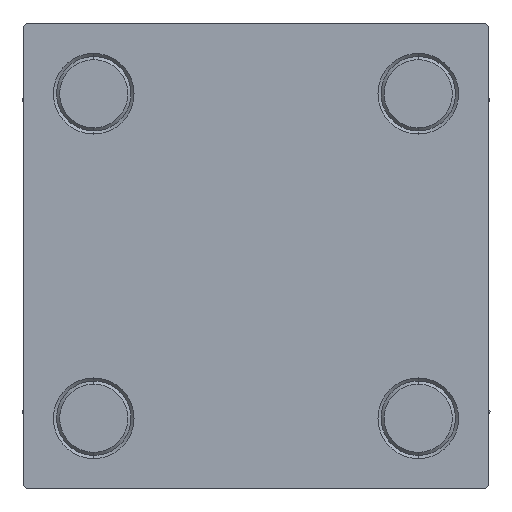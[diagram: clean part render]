
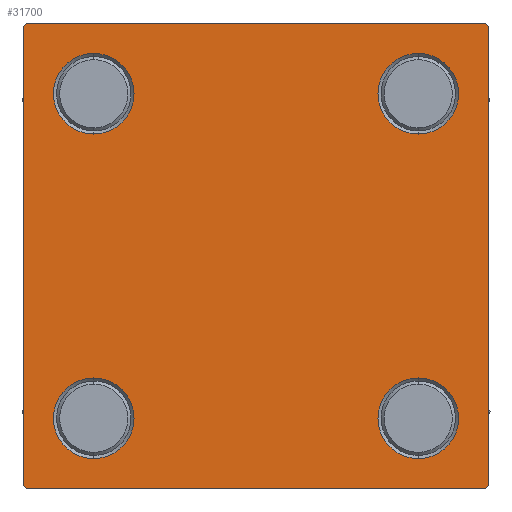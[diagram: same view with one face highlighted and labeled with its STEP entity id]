
A CAD part, left-side view. The second image highlights one B-rep face of the part: STEP entity #31700.
In plain terms, the highlighted planar face has unit normal (-1, 0, 0).
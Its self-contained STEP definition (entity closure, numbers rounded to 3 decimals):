
#141 = VERTEX_POINT ( 'NONE', #25792 ) ;
#951 = ORIENTED_EDGE ( 'NONE', *, *, #40711, .T. ) ;
#1068 = EDGE_CURVE ( 'NONE', #3661, #39899, #13571, .T. ) ;
#1142 = AXIS2_PLACEMENT_3D ( 'NONE', #14268, #40765, #6210 ) ;
#1213 = ORIENTED_EDGE ( 'NONE', *, *, #26740, .T. ) ;
#1244 = CARTESIAN_POINT ( 'NONE',  ( 0., 37.5, 37.5 ) ) ;
#1597 = DIRECTION ( 'NONE',  ( 0., 0., 1. ) ) ;
#2247 = CARTESIAN_POINT ( 'NONE',  ( 0., -26.15, 32.65 ) ) ;
#2275 = DIRECTION ( 'NONE',  ( 0., 0.707, 0.707 ) ) ;
#2598 = DIRECTION ( 'NONE',  ( 0., 0., -1. ) ) ;
#3488 = CIRCLE ( 'NONE', #34917, 6.5 ) ;
#3661 = VERTEX_POINT ( 'NONE', #46538 ) ;
#4611 = CARTESIAN_POINT ( 'NONE',  ( 0., 26.15, 26.15 ) ) ;
#4624 = VECTOR ( 'NONE', #2275, 1000. ) ;
#5420 = AXIS2_PLACEMENT_3D ( 'NONE', #43149, #12875, #19683 ) ;
#6210 = DIRECTION ( 'NONE',  ( 0., 0., 1. ) ) ;
#6246 = CARTESIAN_POINT ( 'NONE',  ( 0., -26.15, 26.15 ) ) ;
#6773 = CIRCLE ( 'NONE', #1142, 6.5 ) ;
#7409 = DIRECTION ( 'NONE',  ( 1., 0., 0. ) ) ;
#7856 = CARTESIAN_POINT ( 'NONE',  ( 0., 0., 0. ) ) ;
#8447 = VECTOR ( 'NONE', #23973, 1000. ) ;
#8747 = VERTEX_POINT ( 'NONE', #41881 ) ;
#8860 = EDGE_CURVE ( 'NONE', #22014, #15472, #31743, .T. ) ;
#9558 = CARTESIAN_POINT ( 'NONE',  ( 0., -37.25, -37.25 ) ) ;
#9604 = CARTESIAN_POINT ( 'NONE',  ( 0., -37.25, 37.25 ) ) ;
#9813 = EDGE_CURVE ( 'NONE', #38848, #46515, #30584, .T. ) ;
#10193 = CARTESIAN_POINT ( 'NONE',  ( 0., 26.15, -32.65 ) ) ;
#10299 = CIRCLE ( 'NONE', #5420, 6.5 ) ;
#10349 = LINE ( 'NONE', #9604, #4624 ) ;
#10906 = FACE_BOUND ( 'NONE', #26979, .T. ) ;
#11990 = DIRECTION ( 'NONE',  ( 0., 0., 1. ) ) ;
#12612 = EDGE_CURVE ( 'NONE', #14624, #37322, #3488, .T. ) ;
#12875 = DIRECTION ( 'NONE',  ( 1., 0., 0. ) ) ;
#13207 = CARTESIAN_POINT ( 'NONE',  ( 0., -26.15, -32.65 ) ) ;
#13280 = CARTESIAN_POINT ( 'NONE',  ( 0., 26.15, 19.65 ) ) ;
#13571 = CIRCLE ( 'NONE', #46583, 6.5 ) ;
#14268 = CARTESIAN_POINT ( 'NONE',  ( 0., -26.15, 26.15 ) ) ;
#14447 = CARTESIAN_POINT ( 'NONE',  ( 0., 26.15, 32.65 ) ) ;
#14624 = VERTEX_POINT ( 'NONE', #13280 ) ;
#14688 = EDGE_CURVE ( 'NONE', #38505, #48595, #6773, .T. ) ;
#15472 = VERTEX_POINT ( 'NONE', #30460 ) ;
#15878 = CIRCLE ( 'NONE', #16690, 6.5 ) ;
#16690 = AXIS2_PLACEMENT_3D ( 'NONE', #6246, #43586, #35765 ) ;
#16968 = CARTESIAN_POINT ( 'NONE',  ( 0., 37.25, -37.25 ) ) ;
#17422 = VERTEX_POINT ( 'NONE', #13207 ) ;
#17954 = VECTOR ( 'NONE', #24896, 1000. ) ;
#18029 = ORIENTED_EDGE ( 'NONE', *, *, #40838, .T. ) ;
#18640 = CIRCLE ( 'NONE', #47620, 6.5 ) ;
#18653 = CARTESIAN_POINT ( 'NONE',  ( 0., 37., -37.5 ) ) ;
#18678 = ORIENTED_EDGE ( 'NONE', *, *, #12612, .T. ) ;
#19091 = CARTESIAN_POINT ( 'NONE',  ( 0., -37., 37.5 ) ) ;
#19248 = DIRECTION ( 'NONE',  ( 0., 0., 1. ) ) ;
#19433 = LINE ( 'NONE', #23234, #8447 ) ;
#19489 = EDGE_CURVE ( 'NONE', #15472, #20069, #20760, .T. ) ;
#19683 = DIRECTION ( 'NONE',  ( 0., 0., 1. ) ) ;
#20069 = VERTEX_POINT ( 'NONE', #18653 ) ;
#20093 = ORIENTED_EDGE ( 'NONE', *, *, #1068, .T. ) ;
#20760 = LINE ( 'NONE', #16968, #40650 ) ;
#22014 = VERTEX_POINT ( 'NONE', #34368 ) ;
#22256 = FACE_BOUND ( 'NONE', #22618, .T. ) ;
#22618 = EDGE_LOOP ( 'NONE', ( #43803, #49272 ) ) ;
#23234 = CARTESIAN_POINT ( 'NONE',  ( 0., 37.5, -37.5 ) ) ;
#23239 = DIRECTION ( 'NONE',  ( 0., 0., 1. ) ) ;
#23973 = DIRECTION ( 'NONE',  ( 0., -1., 0. ) ) ;
#24896 = DIRECTION ( 'NONE',  ( 0., 0.707, -0.707 ) ) ;
#25200 = DIRECTION ( 'NONE',  ( 1., 0., 0. ) ) ;
#25216 = CARTESIAN_POINT ( 'NONE',  ( 0., -26.15, -19.65 ) ) ;
#25642 = ORIENTED_EDGE ( 'NONE', *, *, #26577, .T. ) ;
#25792 = CARTESIAN_POINT ( 'NONE',  ( 0., -37., -37.5 ) ) ;
#25947 = EDGE_CURVE ( 'NONE', #48595, #38505, #15878, .T. ) ;
#26050 = LINE ( 'NONE', #33613, #26415 ) ;
#26415 = VECTOR ( 'NONE', #2598, 1000. ) ;
#26479 = VECTOR ( 'NONE', #40566, 1000. ) ;
#26577 = EDGE_CURVE ( 'NONE', #39899, #3661, #10299, .T. ) ;
#26740 = EDGE_CURVE ( 'NONE', #35703, #46515, #10349, .T. ) ;
#26779 = PLANE ( 'NONE',  #43483 ) ;
#26979 = EDGE_LOOP ( 'NONE', ( #48249, #18678 ) ) ;
#27028 = FACE_BOUND ( 'NONE', #36831, .T. ) ;
#27596 = EDGE_CURVE ( 'NONE', #35703, #8747, #26050, .T. ) ;
#27875 = CARTESIAN_POINT ( 'NONE',  ( 0., -26.15, -26.15 ) ) ;
#28060 = DIRECTION ( 'NONE',  ( 0., 0., 1. ) ) ;
#29736 = DIRECTION ( 'NONE',  ( 0., 0., 1. ) ) ;
#30301 = ORIENTED_EDGE ( 'NONE', *, *, #19489, .T. ) ;
#30460 = CARTESIAN_POINT ( 'NONE',  ( 0., 37.5, -37. ) ) ;
#30584 = LINE ( 'NONE', #44983, #38824 ) ;
#30787 = CIRCLE ( 'NONE', #46097, 6.5 ) ;
#30795 = ORIENTED_EDGE ( 'NONE', *, *, #45065, .T. ) ;
#31635 = DIRECTION ( 'NONE',  ( 1., 0., 0. ) ) ;
#31700 = ADVANCED_FACE ( 'NONE', ( #22256, #49242, #27028, #10906, #42410 ), #26779, .T. ) ;
#31743 = LINE ( 'NONE', #1244, #44462 ) ;
#31915 = EDGE_LOOP ( 'NONE', ( #43923, #18029 ) ) ;
#32106 = CARTESIAN_POINT ( 'NONE',  ( 0., 26.15, 26.15 ) ) ;
#32708 = CARTESIAN_POINT ( 'NONE',  ( 0., 37.25, 37.25 ) ) ;
#33077 = EDGE_CURVE ( 'NONE', #141, #8747, #37030, .T. ) ;
#33546 = CARTESIAN_POINT ( 'NONE',  ( 0., -26.15, 19.65 ) ) ;
#33613 = CARTESIAN_POINT ( 'NONE',  ( 0., -37.5, 37.5 ) ) ;
#34368 = CARTESIAN_POINT ( 'NONE',  ( 0., 37.5, 37. ) ) ;
#34917 = AXIS2_PLACEMENT_3D ( 'NONE', #4611, #7409, #19248 ) ;
#35350 = VERTEX_POINT ( 'NONE', #25216 ) ;
#35703 = VERTEX_POINT ( 'NONE', #48871 ) ;
#35765 = DIRECTION ( 'NONE',  ( 0., 0., 1. ) ) ;
#35876 = DIRECTION ( 'NONE',  ( 1., 0., 0. ) ) ;
#36334 = EDGE_CURVE ( 'NONE', #37322, #14624, #18640, .T. ) ;
#36402 = DIRECTION ( 'NONE',  ( 1., 0., 0. ) ) ;
#36831 = EDGE_LOOP ( 'NONE', ( #20093, #25642 ) ) ;
#37030 = LINE ( 'NONE', #9558, #26479 ) ;
#37322 = VERTEX_POINT ( 'NONE', #14447 ) ;
#37334 = ORIENTED_EDGE ( 'NONE', *, *, #33077, .T. ) ;
#38505 = VERTEX_POINT ( 'NONE', #2247 ) ;
#38824 = VECTOR ( 'NONE', #49275, 1000. ) ;
#38848 = VERTEX_POINT ( 'NONE', #41999 ) ;
#38891 = CIRCLE ( 'NONE', #41333, 6.5 ) ;
#39899 = VERTEX_POINT ( 'NONE', #10193 ) ;
#40407 = EDGE_CURVE ( 'NONE', #35350, #17422, #30787, .T. ) ;
#40566 = DIRECTION ( 'NONE',  ( 0., -0.707, 0.707 ) ) ;
#40650 = VECTOR ( 'NONE', #47492, 1000. ) ;
#40711 = EDGE_CURVE ( 'NONE', #38848, #22014, #48598, .T. ) ;
#40765 = DIRECTION ( 'NONE',  ( 1., 0., 0. ) ) ;
#40838 = EDGE_CURVE ( 'NONE', #17422, #35350, #38891, .T. ) ;
#41333 = AXIS2_PLACEMENT_3D ( 'NONE', #27875, #31635, #11990 ) ;
#41881 = CARTESIAN_POINT ( 'NONE',  ( 0., -37.5, -37. ) ) ;
#41999 = CARTESIAN_POINT ( 'NONE',  ( 0., 37., 37.5 ) ) ;
#42410 = FACE_OUTER_BOUND ( 'NONE', #47940, .T. ) ;
#42855 = DIRECTION ( 'NONE',  ( 0., 0., -1. ) ) ;
#43149 = CARTESIAN_POINT ( 'NONE',  ( 0., 26.15, -26.15 ) ) ;
#43483 = AXIS2_PLACEMENT_3D ( 'NONE', #7856, #45694, #23239 ) ;
#43586 = DIRECTION ( 'NONE',  ( 1., 0., 0. ) ) ;
#43803 = ORIENTED_EDGE ( 'NONE', *, *, #14688, .T. ) ;
#43923 = ORIENTED_EDGE ( 'NONE', *, *, #40407, .T. ) ;
#44462 = VECTOR ( 'NONE', #42855, 1000. ) ;
#44983 = CARTESIAN_POINT ( 'NONE',  ( 0., 37.5, 37.5 ) ) ;
#45065 = EDGE_CURVE ( 'NONE', #20069, #141, #19433, .T. ) ;
#45306 = ORIENTED_EDGE ( 'NONE', *, *, #8860, .T. ) ;
#45694 = DIRECTION ( 'NONE',  ( -1., 0., 0. ) ) ;
#46097 = AXIS2_PLACEMENT_3D ( 'NONE', #49161, #25200, #29736 ) ;
#46515 = VERTEX_POINT ( 'NONE', #19091 ) ;
#46538 = CARTESIAN_POINT ( 'NONE',  ( 0., 26.15, -19.65 ) ) ;
#46583 = AXIS2_PLACEMENT_3D ( 'NONE', #47225, #35876, #28060 ) ;
#47225 = CARTESIAN_POINT ( 'NONE',  ( 0., 26.15, -26.15 ) ) ;
#47492 = DIRECTION ( 'NONE',  ( 0., -0.707, -0.707 ) ) ;
#47620 = AXIS2_PLACEMENT_3D ( 'NONE', #32106, #36402, #1597 ) ;
#47940 = EDGE_LOOP ( 'NONE', ( #45306, #30301, #30795, #37334, #48301, #1213, #48876, #951 ) ) ;
#48249 = ORIENTED_EDGE ( 'NONE', *, *, #36334, .T. ) ;
#48301 = ORIENTED_EDGE ( 'NONE', *, *, #27596, .F. ) ;
#48595 = VERTEX_POINT ( 'NONE', #33546 ) ;
#48598 = LINE ( 'NONE', #32708, #17954 ) ;
#48871 = CARTESIAN_POINT ( 'NONE',  ( 0., -37.5, 37. ) ) ;
#48876 = ORIENTED_EDGE ( 'NONE', *, *, #9813, .F. ) ;
#49161 = CARTESIAN_POINT ( 'NONE',  ( 0., -26.15, -26.15 ) ) ;
#49242 = FACE_BOUND ( 'NONE', #31915, .T. ) ;
#49272 = ORIENTED_EDGE ( 'NONE', *, *, #25947, .T. ) ;
#49275 = DIRECTION ( 'NONE',  ( 0., -1., 0. ) ) ;
